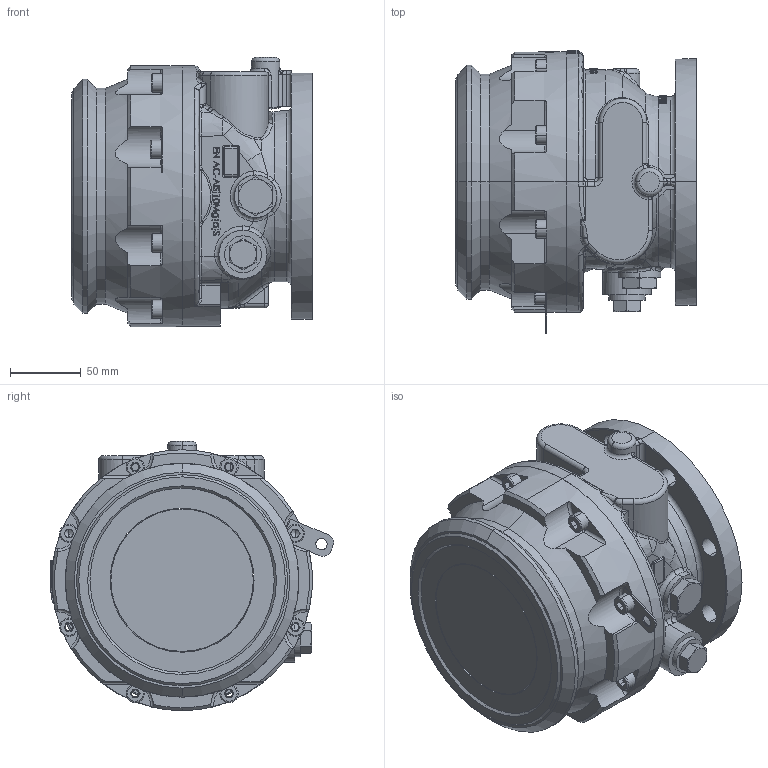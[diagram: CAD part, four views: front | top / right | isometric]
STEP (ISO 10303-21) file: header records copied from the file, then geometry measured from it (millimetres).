
FILE_DESCRIPTION (( 'STEP AP214' ), '1' );
FILE_NAME ('VKV1.STEP', '2012-07-25T12:25:40', ( 'Admin2' ), ( '' ), 'SwSTEP 2.0', 'SolidWorks 2010', '' );
FILE_SCHEMA (( 'AUTOMOTIVE_DESIGN' ));
Length unit declared in the file: millimetre
Products named in the file (1): VKV1
Bounding box: 170 x 200 x 190.05 mm (x, y, z)
Surface area: 243640.1 mm2 (no closed solid volume)
Topology: 0 solids, 17 shells, 930 faces, 3054 edges, 2040 vertices
Faces by surface type: plane 300, bspline 271, cylinder 208, torus 88, cone 51, sphere 12
Entity records: 62167 total; most frequent: CARTESIAN_POINT 28714, ORIENTED_EDGE 5051, DIRECTION 3943, EDGE_CURVE 3026, VERTEX_POINT 2040, AXIS2_PLACEMENT_3D 1438, VECTOR 1067, LINE 1067
